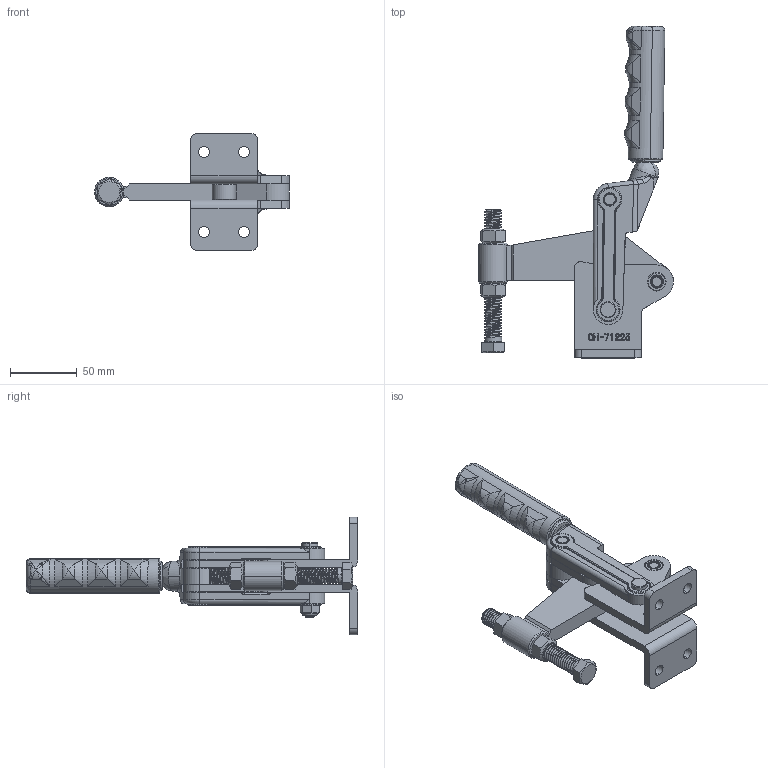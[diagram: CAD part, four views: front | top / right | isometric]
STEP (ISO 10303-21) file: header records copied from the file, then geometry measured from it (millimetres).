
FILE_DESCRIPTION (( 'STEP AP203' ), '1' );
FILE_NAME ('CH-71225.STEP', '2010-06-11T06:33:12', ( '微软用户' ), ( '微软中国' ), 'SwSTEP 2.0', 'SolidWorks 2008', '' );
FILE_SCHEMA (( 'CONFIG_CONTROL_DESIGN' ));
Products named in the file (14): 71220-03_默认; 71220-10_默认; 1210017-02_默认; M8_默认; CH-71225; 71225-01_默认; 71225-04_默认<按加工>; 71220-06_默认; 71220-08_默认; 71220-04_默认<按加工>; 71220-07_默认; 1210017-01_默认; 71220-09_默认; 71220-11_默认
Assembly tree (23 placements, depth 2):
  CH-71225
    71225-04_默认<按加工>
    1210017-02_默认  x2
    71220-06_默认  x8
    1210017-01_默认
    71220-03_默认  x2
    71220-08_默认  x2
    71220-04_默认<按加工>
    M8_默认
    71225-01_默认
    71220-07_默认
    71220-11_默认
    71220-09_默认
    71220-10_默认
Bounding box: 146.02 x 248.58 x 88 mm (x, y, z)
Volume: 286308.6 mm3; surface area: 116371.7 mm2
Topology: 28 solids, 28 shells, 2445 faces, 6846 edges, 4479 vertices
Faces by surface type: cylinder 991, plane 988, bspline 206, cone 182, torus 72, sphere 6
Entity records: 81559 total; most frequent: CARTESIAN_POINT 29869, ORIENTED_EDGE 11052, DIRECTION 9898, EDGE_CURVE 5526, VERTEX_POINT 3631, AXIS2_PLACEMENT_3D 3345, VECTOR 3208, LINE 3208
